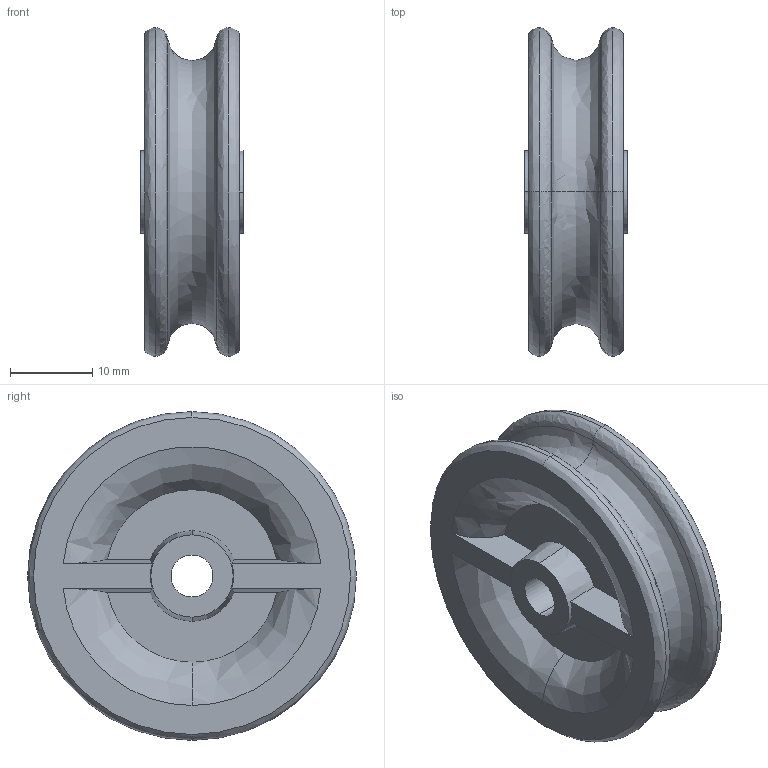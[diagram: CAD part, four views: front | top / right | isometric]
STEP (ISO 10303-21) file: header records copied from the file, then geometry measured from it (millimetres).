
FILE_DESCRIPTION (( 'STEP AP214' ), '1' );
FILE_NAME ('0016519.step', '2022-12-02T12:24:27', ( '' ), ( '' ), 'SwSTEP 2.0', 'SolidWorks 2020', '' );
FILE_SCHEMA (( 'AUTOMOTIVE_DESIGN' ));
Length unit declared in the file: millimetre
Products named in the file (1): 0016519
Bounding box: 12.5 x 40 x 40 mm (x, y, z)
Volume: 9106.1 mm3; surface area: 4834 mm2
Topology: 1 solids, 1 shells, 36 faces, 83 edges, 52 vertices
Faces by surface type: bspline 19, plane 11, cone 4, cylinder 2
Entity records: 2068 total; most frequent: CARTESIAN_POINT 865, ORIENTED_EDGE 166, DIRECTION 164, EDGE_CURVE 83, AXIS2_PLACEMENT_3D 75, CIRCLE 57, VERTEX_POINT 52, EDGE_LOOP 41
